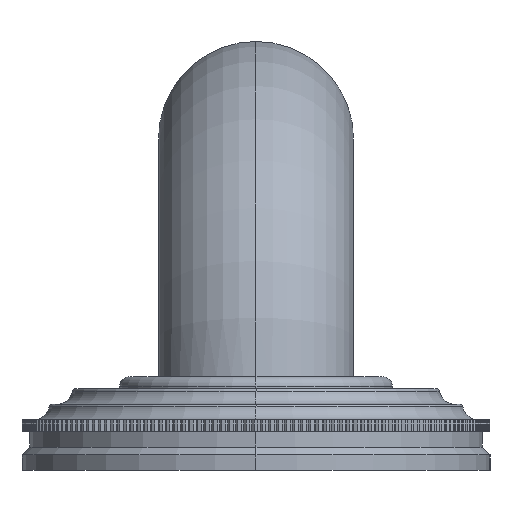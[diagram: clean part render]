
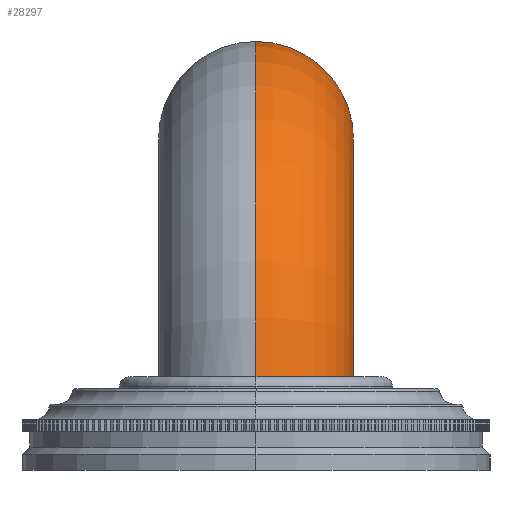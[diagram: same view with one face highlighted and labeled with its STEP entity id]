
A CAD part, left-side view. The second image highlights one B-rep face of the part: STEP entity #28297.
In plain terms, the highlighted toroidal (fillet/blend) face has major radius 41.275 mm and minor radius 15.875 mm.
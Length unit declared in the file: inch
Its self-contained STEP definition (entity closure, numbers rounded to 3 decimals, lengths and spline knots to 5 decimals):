
#7140=CARTESIAN_POINT('',(-6.375,0.,2.125));
#7141=DIRECTION('',(1.,0.,0.));
#7142=DIRECTION('',(0.,0.,1.));
#7143=AXIS2_PLACEMENT_3D('',#7140,#7141,#7142);
#7149=CARTESIAN_POINT('',(-6.375,0.,0.5));
#7150=DIRECTION('',(0.,1.,0.));
#7151=DIRECTION('',(-0.999,0.,0.044));
#7152=AXIS2_PLACEMENT_3D('',#7149,#7150,#7151);
#7154=CARTESIAN_POINT('',(-7.36999,0.,0.6));
#7185=CARTESIAN_POINT('',(-8.62278,0.,0.6));
#7187=CARTESIAN_POINT('',(-8.62278,0.,0.6));
#7188=CARTESIAN_POINT('',(-8.62278,-0.02263,0.6));
#7189=CARTESIAN_POINT('',(-8.62034,-0.06758,0.6));
#7190=CARTESIAN_POINT('',(-8.60936,-0.13456,0.6));
#7191=CARTESIAN_POINT('',(-8.59123,-0.19981,0.6));
#7192=CARTESIAN_POINT('',(-8.56611,-0.26285,0.6));
#7193=CARTESIAN_POINT('',(-8.53438,-0.32268,0.6));
#7194=CARTESIAN_POINT('',(-8.49625,-0.37888,0.6));
#7195=CARTESIAN_POINT('',(-8.4524,-0.43048,0.6));
#7196=CARTESIAN_POINT('',(-8.40303,-0.47721,0.6));
#7197=CARTESIAN_POINT('',(-8.3491,-0.51818,0.6));
#7198=CARTESIAN_POINT('',(-8.29079,-0.55324,0.6));
#7199=CARTESIAN_POINT('',(-8.22928,-0.58167,0.6));
#7200=CARTESIAN_POINT('',(-8.16474,-0.6034,0.6));
#7201=CARTESIAN_POINT('',(-8.09852,-0.61796,0.6));
#7202=CARTESIAN_POINT('',(-8.03075,-0.62532,0.6));
#7203=CARTESIAN_POINT('',(-7.9629,-0.62531,0.6));
#7204=CARTESIAN_POINT('',(-7.8951,-0.61793,0.6));
#7205=CARTESIAN_POINT('',(-7.8288,-0.60334,0.6));
#7206=CARTESIAN_POINT('',(-7.76414,-0.58156,0.6));
#7207=CARTESIAN_POINT('',(-7.70249,-0.55306,0.6));
#7208=CARTESIAN_POINT('',(-7.64404,-0.51791,0.6));
#7209=CARTESIAN_POINT('',(-7.58997,-0.47685,0.6));
#7210=CARTESIAN_POINT('',(-7.54049,-0.43003,0.6));
#7211=CARTESIAN_POINT('',(-7.49655,-0.37836,0.6));
#7212=CARTESIAN_POINT('',(-7.45837,-0.32212,0.6));
#7213=CARTESIAN_POINT('',(-7.42662,-0.26231,0.6));
#7214=CARTESIAN_POINT('',(-7.4015,-0.19934,0.6));
#7215=CARTESIAN_POINT('',(-7.38339,-0.13421,0.6));
#7216=CARTESIAN_POINT('',(-7.37242,-0.0674,0.6));
#7217=CARTESIAN_POINT('',(-7.36999,-0.02256,0.6));
#7218=CARTESIAN_POINT('',(-7.36999,0.,0.6));
#14272=CARTESIAN_POINT('',(-6.375,0.,0.5));
#14273=DIRECTION('',(0.,1.,0.));
#14274=DIRECTION('',(-0.995,0.,0.1));
#14275=AXIS2_PLACEMENT_3D('',#14272,#14273,#14274);
#18710=CARTESIAN_POINT('',(-6.375,0.,1.5));
#18711=CARTESIAN_POINT('',(-6.375,0.,2.75));
#18712=VERTEX_POINT('',#18710);
#18713=VERTEX_POINT('',#18711);
#18720=VERTEX_POINT('',#7154);
#18721=VERTEX_POINT('',#7185);
#28283=CARTESIAN_POINT('',(-6.375,0.,0.5));
#28284=DIRECTION('',(0.,1.,0.));
#28285=DIRECTION('',(1.,0.,0.));
#28286=AXIS2_PLACEMENT_3D('',#28283,#28284,#28285);
#28287=TOROIDAL_SURFACE('',#28286,1.625,0.625);
#28289=ORIENTED_EDGE('',*,*,#28288,.F.);
#28291=ORIENTED_EDGE('',*,*,#28290,.T.);
#28292=ORIENTED_EDGE('',*,*,#28273,.T.);
#28294=ORIENTED_EDGE('',*,*,#28293,.F.);
#28295=EDGE_LOOP('',(#28289,#28291,#28292,#28294));
#28296=FACE_OUTER_BOUND('',#28295,.F.);
#28297=ADVANCED_FACE('',(#28296),#28287,.T.);
#7144=CIRCLE('',#7143,0.625);
#7153=CIRCLE('',#7152,2.25);
#7219=B_SPLINE_CURVE_WITH_KNOTS('',3,(#7187,#7188,#7189,#7190,#7191,#7192,#7193,
#7194,#7195,#7196,#7197,#7198,#7199,#7200,#7201,#7202,#7203,#7204,#7205,#7206,
#7207,#7208,#7209,#7210,#7211,#7212,#7213,#7214,#7215,#7216,#7217,#7218),
.UNSPECIFIED.,.F.,.F.,(4,1,1,1,1,1,1,1,1,1,1,1,1,1,1,1,1,1,1,1,1,1,1,1,1,1,1,1,
1,4),(0.,0.03448,0.06897,0.10345,
0.13793,0.17241,0.2069,0.24138,
0.27586,0.31034,0.34483,0.37931,
0.41379,0.44828,0.48276,0.51724,
0.55172,0.58621,0.62069,0.65517,
0.68966,0.72414,0.75862,0.7931,
0.82759,0.86207,0.89655,0.93103,
0.96552,1.),.UNSPECIFIED.);
#14276=CIRCLE('',#14275,1.);
#28273=EDGE_CURVE('',#18713,#18712,#7144,.T.);
#28288=EDGE_CURVE('',#18721,#18720,#7219,.T.);
#28290=EDGE_CURVE('',#18721,#18713,#7153,.T.);
#28293=EDGE_CURVE('',#18720,#18712,#14276,.T.);
